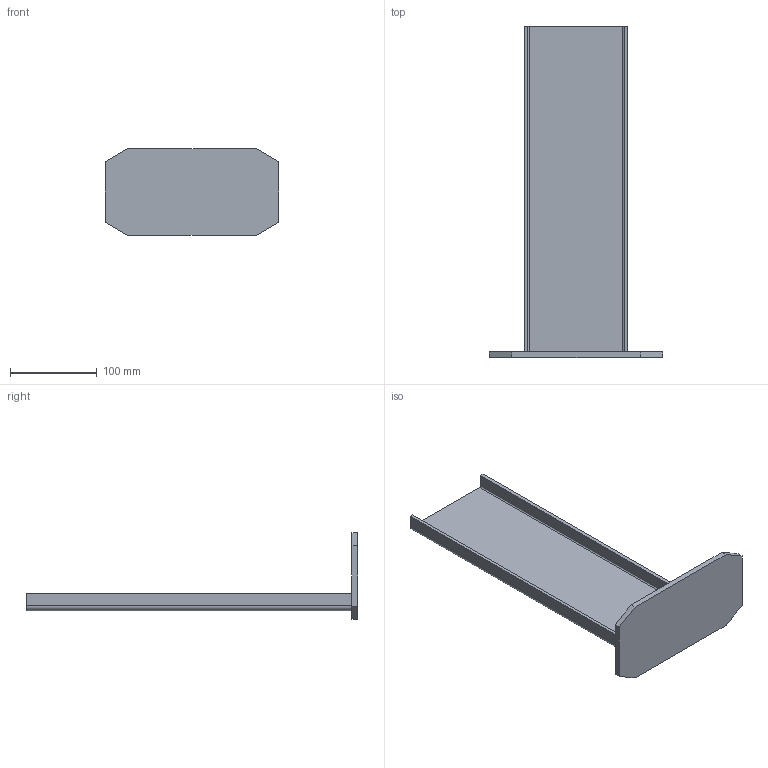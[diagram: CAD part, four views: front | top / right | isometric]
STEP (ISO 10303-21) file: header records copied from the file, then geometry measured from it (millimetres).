
FILE_DESCRIPTION (( 'STEP AP214' ), '1' );
FILE_NAME ('6232500.STEP', '2016-06-22T09:37:13', ( '' ), ( '' ), 'SwSTEP 2.0', 'SolidWorks 2014', '' );
FILE_SCHEMA (( 'AUTOMOTIVE_DESIGN' ));
Length unit declared in the file: millimetre
Products named in the file (3): 082740_Standard; KTS 02.020-008_Standard; 6232500
Assembly tree (2 placements, depth 2):
  6232500
    KTS 02.020-008_Standard
    082740_Standard
Bounding box: 200 x 381.5 x 100 mm (x, y, z)
Volume: 346927.1 mm3; surface area: 157236.3 mm2
Topology: 2 solids, 2 shells, 32 faces, 68 edges, 40 vertices
Faces by surface type: plane 28, cylinder 4
Entity records: 942 total; most frequent: DIRECTION 150, CARTESIAN_POINT 145, ORIENTED_EDGE 136, EDGE_CURVE 68, LINE 60, VECTOR 60, AXIS2_PLACEMENT_3D 45, VERTEX_POINT 40
